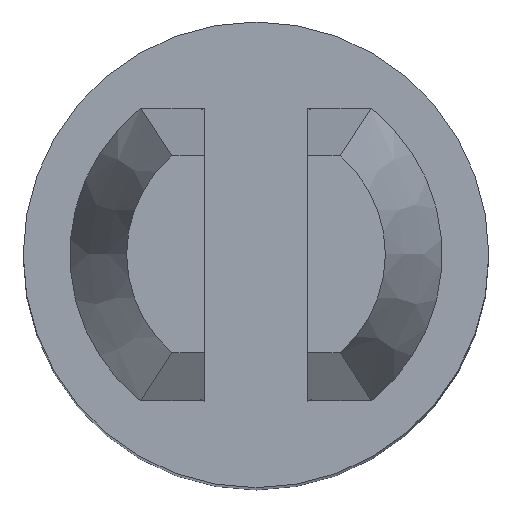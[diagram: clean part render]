
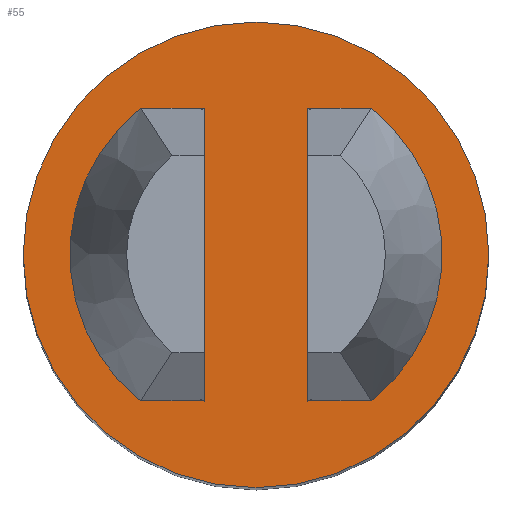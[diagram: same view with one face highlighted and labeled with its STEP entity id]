
A CAD part, top view. The second image highlights one B-rep face of the part: STEP entity #55.
In plain terms, the highlighted planar face has unit normal (0, 0, 1).
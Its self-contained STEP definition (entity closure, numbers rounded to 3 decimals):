
#55 = ADVANCED_FACE( '', ( #125, #126, #127 ), #128, .F. );
#125 = FACE_BOUND( '', #212, .T. );
#126 = FACE_BOUND( '', #213, .T. );
#127 = FACE_OUTER_BOUND( '', #214, .T. );
#128 = PLANE( '', #215 );
#212 = EDGE_LOOP( '', ( #308, #309 ) );
#213 = EDGE_LOOP( '', ( #310, #311 ) );
#214 = EDGE_LOOP( '', ( #312 ) );
#215 = AXIS2_PLACEMENT_3D( '', #313, #314, #315 );
#308 = ORIENTED_EDGE( '', *, *, #503, .T. );
#309 = ORIENTED_EDGE( '', *, *, #501, .T. );
#310 = ORIENTED_EDGE( '', *, *, #504, .T. );
#311 = ORIENTED_EDGE( '', *, *, #505, .F. );
#312 = ORIENTED_EDGE( '', *, *, #506, .F. );
#313 = CARTESIAN_POINT( '', ( -1.5, 0., 6.35 ) );
#314 = DIRECTION( '', ( 0., 0., -1. ) );
#315 = DIRECTION( '', ( -1., 0., 0. ) );
#501 = EDGE_CURVE( '', #584, #588, #590, .T. );
#503 = EDGE_CURVE( '', #588, #584, #592, .T. );
#504 = EDGE_CURVE( '', #593, #594, #595, .T. );
#505 = EDGE_CURVE( '', #593, #594, #596, .T. );
#506 = EDGE_CURVE( '', #597, #597, #598, .T. );
#584 = VERTEX_POINT( '', #716 );
#588 = VERTEX_POINT( '', #721 );
#590 = CIRCLE( '', #724, 1.5 );
#592 = LINE( '', #726, #727 );
#593 = VERTEX_POINT( '', #728 );
#594 = VERTEX_POINT( '', #729 );
#595 = CIRCLE( '', #730, 1.5 );
#596 = LINE( '', #731, #732 );
#597 = VERTEX_POINT( '', #733 );
#598 = CIRCLE( '', #734, 2.25 );
#716 = CARTESIAN_POINT( '', ( 0.5, 1.414, 6.35 ) );
#721 = CARTESIAN_POINT( '', ( 0.5, -1.414, 6.35 ) );
#724 = AXIS2_PLACEMENT_3D( '', #869, #870, #871 );
#726 = CARTESIAN_POINT( '', ( 0.5, -2.25, 6.35 ) );
#727 = VECTOR( '', #872, 1000. );
#728 = CARTESIAN_POINT( '', ( -0.5, -1.414, 6.35 ) );
#729 = CARTESIAN_POINT( '', ( -0.5, 1.414, 6.35 ) );
#730 = AXIS2_PLACEMENT_3D( '', #873, #874, #875 );
#731 = CARTESIAN_POINT( '', ( -0.5, -2.25, 6.35 ) );
#732 = VECTOR( '', #876, 1000. );
#733 = CARTESIAN_POINT( '', ( -2.25, 0., 6.35 ) );
#734 = AXIS2_PLACEMENT_3D( '', #877, #878, #879 );
#869 = CARTESIAN_POINT( '', ( 0., 0., 6.35 ) );
#870 = DIRECTION( '', ( 0., 0., -1. ) );
#871 = DIRECTION( '', ( -1., 0., 0. ) );
#872 = DIRECTION( '', ( 0., 1., 0. ) );
#873 = CARTESIAN_POINT( '', ( 0., 0., 6.35 ) );
#874 = DIRECTION( '', ( 0., 0., -1. ) );
#875 = DIRECTION( '', ( -1., 0., 0. ) );
#876 = DIRECTION( '', ( 0., 1., 0. ) );
#877 = CARTESIAN_POINT( '', ( 0., 0., 6.35 ) );
#878 = DIRECTION( '', ( 0., 0., -1. ) );
#879 = DIRECTION( '', ( -1., 0., 0. ) );
